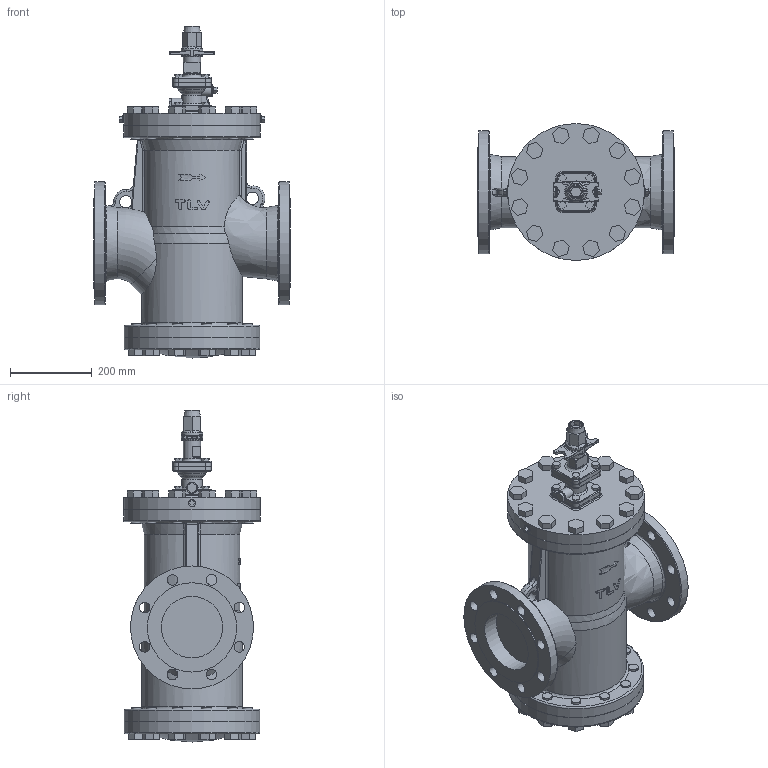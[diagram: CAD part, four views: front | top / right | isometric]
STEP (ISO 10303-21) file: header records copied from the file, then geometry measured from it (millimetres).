
FILE_DESCRIPTION((''),'2;1');
FILE_NAME('csr16-150-e0025-00.stp','2009-08-28T13:36:34',('nakaot'),(''),'Autodesk Inventor 2008','Autodesk Inventor 2008','');
FILE_SCHEMA(('AUTOMOTIVE_DESIGN { 1 0 10303 214 1 1 1 1 }'));
Length unit declared in the file: millimetre
Products named in the file (1): csr16-150-e0025-00
Bounding box: 480 x 334 x 810 mm (x, y, z)
Volume: 40138573.9 mm3; surface area: 1439329.1 mm2
Topology: 1 solids, 1 shells, 806 faces, 2011 edges, 1257 vertices
Faces by surface type: plane 367, cylinder 234, bspline 140, torus 48, cone 12, sphere 5
Full cylindrical faces by diameter (mm): 10 x4, 17 x2, 21 x1, 24 x48, 26 x8, 27 x1, 30 x2, 42 x1, 52 x1, 61.705 x1, 63.837 x1, 150 x1, 184.144 x1, 218 x2, 246 x1, 255.783 x1, 300 x2, 330 x2, 334 x2
Entity records: 29401 total; most frequent: CARTESIAN_POINT 11167, ORIENTED_EDGE 3676, DIRECTION 3608, EDGE_CURVE 1838, AXIS2_PLACEMENT_3D 1299, VERTEX_POINT 1224, EDGE_LOOP 1088, VECTOR 1010
